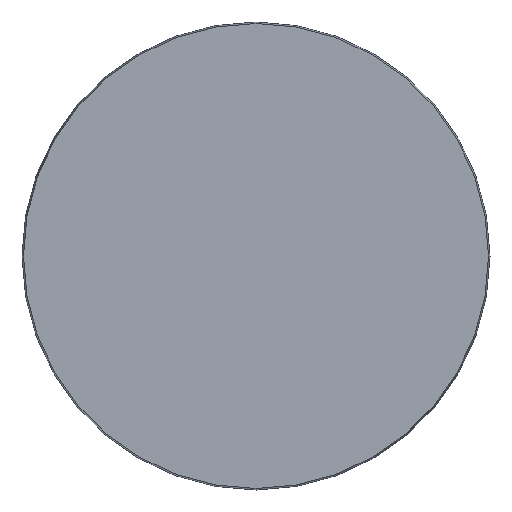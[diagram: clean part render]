
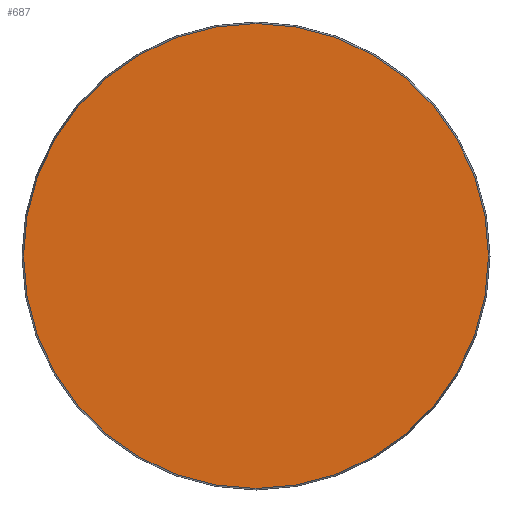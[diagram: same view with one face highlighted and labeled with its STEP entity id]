
A CAD part, front view. The second image highlights one B-rep face of the part: STEP entity #687.
In plain terms, the highlighted planar face has unit normal (0, -1, 0).
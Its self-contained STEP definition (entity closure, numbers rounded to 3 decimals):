
#62 = CARTESIAN_POINT ( 'NONE',  ( 0., 0., -88.425 ) ) ;
#108 = CARTESIAN_POINT ( 'NONE',  ( -88.425, 0., 0. ) ) ;
#157 = DIRECTION ( 'NONE',  ( 0., 0., -1. ) ) ;
#263 = DIRECTION ( 'NONE',  ( 0., 0., 1. ) ) ;
#277 = CIRCLE ( 'NONE', #483, 88.425 ) ;
#336 = DIRECTION ( 'NONE',  ( 0., 1., 0. ) ) ;
#338 = EDGE_CURVE ( 'NONE', #579, #579, #277, .T. ) ;
#357 = DIRECTION ( 'NONE',  ( 0., -1., 0. ) ) ;
#463 = EDGE_LOOP ( 'NONE', ( #728 ) ) ;
#483 = AXIS2_PLACEMENT_3D ( 'NONE', #523, #357, #157 ) ;
#497 = AXIS2_PLACEMENT_3D ( 'NONE', #108, #336, #263 ) ;
#523 = CARTESIAN_POINT ( 'NONE',  ( 0., 0., 0. ) ) ;
#579 = VERTEX_POINT ( 'NONE', #62 ) ;
#622 = PLANE ( 'NONE',  #497 ) ;
#687 = ADVANCED_FACE ( 'NONE', ( #750 ), #622, .F. ) ;
#728 = ORIENTED_EDGE ( 'NONE', *, *, #338, .T. ) ;
#750 = FACE_OUTER_BOUND ( 'NONE', #463, .T. ) ;
